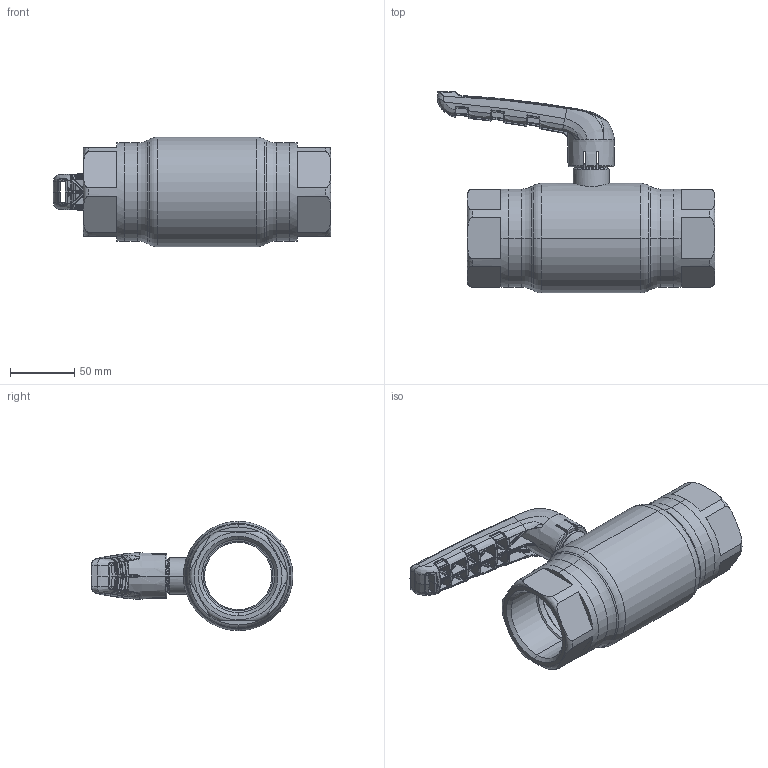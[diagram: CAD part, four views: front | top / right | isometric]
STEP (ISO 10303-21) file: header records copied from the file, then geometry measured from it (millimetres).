
FILE_DESCRIPTION (( 'STEP AP214' ), '1' );
FILE_NAME ('1050002000-xxxx.step', '2019-05-07T11:50:54', ( '' ), ( '' ), 'SwSTEP 2.0', 'SolidWorks 2017', '' );
FILE_SCHEMA (( 'AUTOMOTIVE_DESIGN' ));
Length unit declared in the file: millimetre
Products named in the file (1): 1050002000-xxxx
Bounding box: 215.35 x 156.71 x 85 mm (x, y, z)
Surface area: 101210.9 mm2 (no closed solid volume)
Topology: 0 solids, 12 shells, 831 faces, 2603 edges, 1656 vertices
Faces by surface type: bspline 670, plane 66, cylinder 34, cone 26, torus 25, sphere 10
Entity records: 61105 total; most frequent: CARTESIAN_POINT 35201, ORIENTED_EDGE 4260, EDGE_CURVE 2587, DIRECTION 1783, B_SPLINE_CURVE_WITH_KNOTS 1762, VERTEX_POINT 1654, EDGE_LOOP 840, UNCERTAINTY_MEASURE_WITH_UNIT 833
